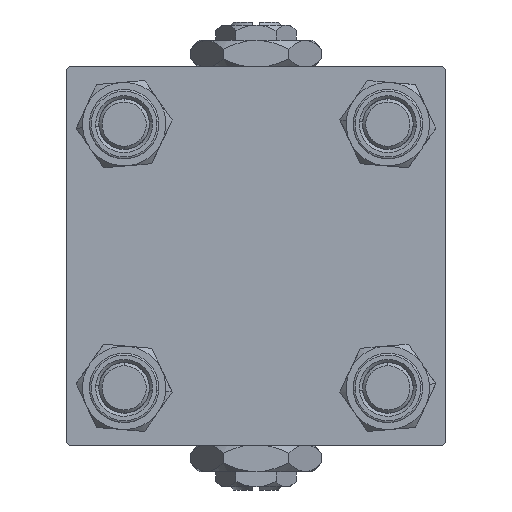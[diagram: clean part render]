
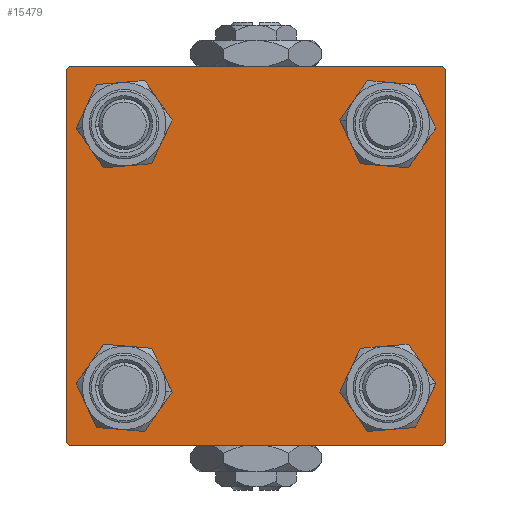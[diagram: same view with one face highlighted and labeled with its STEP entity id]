
A CAD part, left-side view. The second image highlights one B-rep face of the part: STEP entity #15479.
In plain terms, the highlighted planar face has unit normal (-1, 0, 0).
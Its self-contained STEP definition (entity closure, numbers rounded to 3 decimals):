
#23 = CARTESIAN_POINT ( 'NONE',  ( 0., -20.85, -20.85 ) ) ;
#198 = CARTESIAN_POINT ( 'NONE',  ( 0., 29.75, 29.75 ) ) ;
#235 = CARTESIAN_POINT ( 'NONE',  ( 0., 20.85, -20.85 ) ) ;
#267 = CARTESIAN_POINT ( 'NONE',  ( 0., 30., -30. ) ) ;
#1065 = CIRCLE ( 'NONE', #54736, 4.5 ) ;
#1234 = DIRECTION ( 'NONE',  ( 0., 0., -1. ) ) ;
#1761 = ORIENTED_EDGE ( 'NONE', *, *, #30638, .T. ) ;
#2442 = ORIENTED_EDGE ( 'NONE', *, *, #26630, .T. ) ;
#2642 = EDGE_CURVE ( 'NONE', #40816, #14946, #53366, .T. ) ;
#3242 = CARTESIAN_POINT ( 'NONE',  ( 0., 29.5, 30. ) ) ;
#3962 = VECTOR ( 'NONE', #16908, 1000. ) ;
#4439 = DIRECTION ( 'NONE',  ( 0., 0., 1. ) ) ;
#4862 = CARTESIAN_POINT ( 'NONE',  ( 0., -29.75, -29.75 ) ) ;
#5069 = LINE ( 'NONE', #267, #59193 ) ;
#5158 = LINE ( 'NONE', #4862, #16116 ) ;
#5645 = EDGE_CURVE ( 'NONE', #49060, #32864, #5069, .T. ) ;
#5710 = VERTEX_POINT ( 'NONE', #49792 ) ;
#5758 = DIRECTION ( 'NONE',  ( 1., 0., 0. ) ) ;
#6644 = EDGE_CURVE ( 'NONE', #35509, #20883, #49397, .T. ) ;
#6855 = EDGE_LOOP ( 'NONE', ( #2442, #15924 ) ) ;
#6992 = VERTEX_POINT ( 'NONE', #51689 ) ;
#7029 = LINE ( 'NONE', #11218, #53869 ) ;
#7520 = ORIENTED_EDGE ( 'NONE', *, *, #36315, .F. ) ;
#7704 = CARTESIAN_POINT ( 'NONE',  ( 0., 30., -29.5 ) ) ;
#8053 = EDGE_CURVE ( 'NONE', #32332, #16209, #59137, .T. ) ;
#8360 = CIRCLE ( 'NONE', #45777, 4.5 ) ;
#8794 = CIRCLE ( 'NONE', #50023, 4.5 ) ;
#9024 = DIRECTION ( 'NONE',  ( 1., 0., 0. ) ) ;
#9267 = AXIS2_PLACEMENT_3D ( 'NONE', #50784, #36963, #19814 ) ;
#9490 = LINE ( 'NONE', #198, #45817 ) ;
#9876 = FACE_BOUND ( 'NONE', #6855, .T. ) ;
#10101 = DIRECTION ( 'NONE',  ( 0., 0., 1. ) ) ;
#10114 = DIRECTION ( 'NONE',  ( 1., 0., 0. ) ) ;
#10157 = FACE_OUTER_BOUND ( 'NONE', #41265, .T. ) ;
#11218 = CARTESIAN_POINT ( 'NONE',  ( 0., 29.75, -29.75 ) ) ;
#12453 = EDGE_CURVE ( 'NONE', #32864, #6992, #5158, .T. ) ;
#13468 = ORIENTED_EDGE ( 'NONE', *, *, #47766, .T. ) ;
#14071 = FACE_BOUND ( 'NONE', #54416, .T. ) ;
#14172 = ORIENTED_EDGE ( 'NONE', *, *, #2642, .T. ) ;
#14522 = CARTESIAN_POINT ( 'NONE',  ( 0., 20.85, -25.35 ) ) ;
#14665 = DIRECTION ( 'NONE',  ( 0., 0., 1. ) ) ;
#14747 = AXIS2_PLACEMENT_3D ( 'NONE', #19030, #32852, #28631 ) ;
#14813 = CARTESIAN_POINT ( 'NONE',  ( 0., 30., 29.5 ) ) ;
#14946 = VERTEX_POINT ( 'NONE', #51206 ) ;
#15479 = ADVANCED_FACE ( 'NONE', ( #23076, #14071, #27890, #9876, #10157 ), #50403, .T. ) ;
#15924 = ORIENTED_EDGE ( 'NONE', *, *, #50898, .T. ) ;
#16116 = VECTOR ( 'NONE', #55874, 1000. ) ;
#16209 = VERTEX_POINT ( 'NONE', #18121 ) ;
#16895 = CARTESIAN_POINT ( 'NONE',  ( 0., 30., 30. ) ) ;
#16908 = DIRECTION ( 'NONE',  ( 0., 0., -1. ) ) ;
#18005 = DIRECTION ( 'NONE',  ( 0., 0., 1. ) ) ;
#18121 = CARTESIAN_POINT ( 'NONE',  ( 0., -20.85, 16.35 ) ) ;
#18278 = ORIENTED_EDGE ( 'NONE', *, *, #19879, .T. ) ;
#18544 = DIRECTION ( 'NONE',  ( 0., -1., 0. ) ) ;
#19030 = CARTESIAN_POINT ( 'NONE',  ( 0., -20.85, 20.85 ) ) ;
#19814 = DIRECTION ( 'NONE',  ( 0., 0., 1. ) ) ;
#19879 = EDGE_CURVE ( 'NONE', #21218, #28904, #1065, .T. ) ;
#19999 = DIRECTION ( 'NONE',  ( 1., 0., 0. ) ) ;
#20008 = CARTESIAN_POINT ( 'NONE',  ( 0., -20.85, 25.35 ) ) ;
#20513 = LINE ( 'NONE', #16895, #50151 ) ;
#20883 = VERTEX_POINT ( 'NONE', #33067 ) ;
#21218 = VERTEX_POINT ( 'NONE', #39546 ) ;
#23076 = FACE_BOUND ( 'NONE', #48899, .T. ) ;
#24718 = EDGE_CURVE ( 'NONE', #51805, #25496, #45147, .T. ) ;
#25496 = VERTEX_POINT ( 'NONE', #7704 ) ;
#26195 = EDGE_CURVE ( 'NONE', #25496, #49060, #7029, .T. ) ;
#26590 = CARTESIAN_POINT ( 'NONE',  ( 0., -29.75, 29.75 ) ) ;
#26630 = EDGE_CURVE ( 'NONE', #57703, #5710, #8794, .T. ) ;
#26887 = DIRECTION ( 'NONE',  ( 0., 0.707, 0.707 ) ) ;
#27368 = CARTESIAN_POINT ( 'NONE',  ( 0., -20.85, -25.35 ) ) ;
#27804 = CARTESIAN_POINT ( 'NONE',  ( 0., -30., 29.5 ) ) ;
#27890 = FACE_BOUND ( 'NONE', #55217, .T. ) ;
#28167 = CIRCLE ( 'NONE', #43482, 4.5 ) ;
#28184 = CARTESIAN_POINT ( 'NONE',  ( 0., 0., 0. ) ) ;
#28631 = DIRECTION ( 'NONE',  ( 0., 0., 1. ) ) ;
#28824 = CARTESIAN_POINT ( 'NONE',  ( 0., -29.5, -30. ) ) ;
#28904 = VERTEX_POINT ( 'NONE', #14522 ) ;
#29541 = DIRECTION ( 'NONE',  ( 0., -0.707, -0.707 ) ) ;
#29688 = ORIENTED_EDGE ( 'NONE', *, *, #24718, .T. ) ;
#30549 = VERTEX_POINT ( 'NONE', #3242 ) ;
#30638 = EDGE_CURVE ( 'NONE', #28904, #21218, #28167, .T. ) ;
#30914 = EDGE_CURVE ( 'NONE', #16209, #32332, #52098, .T. ) ;
#31509 = ORIENTED_EDGE ( 'NONE', *, *, #12453, .T. ) ;
#31806 = DIRECTION ( 'NONE',  ( -1., 0., 0. ) ) ;
#32147 = CARTESIAN_POINT ( 'NONE',  ( 0., -20.85, 20.85 ) ) ;
#32226 = ORIENTED_EDGE ( 'NONE', *, *, #6644, .T. ) ;
#32332 = VERTEX_POINT ( 'NONE', #20008 ) ;
#32421 = ORIENTED_EDGE ( 'NONE', *, *, #30914, .T. ) ;
#32852 = DIRECTION ( 'NONE',  ( 1., 0., 0. ) ) ;
#32864 = VERTEX_POINT ( 'NONE', #28824 ) ;
#33067 = CARTESIAN_POINT ( 'NONE',  ( 0., -29.5, 30. ) ) ;
#34923 = DIRECTION ( 'NONE',  ( 0., -1., 0. ) ) ;
#34958 = EDGE_CURVE ( 'NONE', #35509, #6992, #45966, .T. ) ;
#35121 = CIRCLE ( 'NONE', #9267, 4.5 ) ;
#35509 = VERTEX_POINT ( 'NONE', #27804 ) ;
#36315 = EDGE_CURVE ( 'NONE', #30549, #20883, #20513, .T. ) ;
#36963 = DIRECTION ( 'NONE',  ( 1., 0., 0. ) ) ;
#37706 = DIRECTION ( 'NONE',  ( 1., 0., 0. ) ) ;
#37824 = CARTESIAN_POINT ( 'NONE',  ( 0., -30., 30. ) ) ;
#38160 = ORIENTED_EDGE ( 'NONE', *, *, #34958, .F. ) ;
#38953 = VECTOR ( 'NONE', #26887, 1000. ) ;
#39546 = CARTESIAN_POINT ( 'NONE',  ( 0., 20.85, -16.35 ) ) ;
#40220 = ORIENTED_EDGE ( 'NONE', *, *, #26195, .T. ) ;
#40816 = VERTEX_POINT ( 'NONE', #27368 ) ;
#41265 = EDGE_LOOP ( 'NONE', ( #29688, #40220, #55316, #31509, #38160, #32226, #7520, #41731 ) ) ;
#41731 = ORIENTED_EDGE ( 'NONE', *, *, #52663, .T. ) ;
#42650 = DIRECTION ( 'NONE',  ( 0., 0., 1. ) ) ;
#42813 = AXIS2_PLACEMENT_3D ( 'NONE', #23, #9024, #18005 ) ;
#43482 = AXIS2_PLACEMENT_3D ( 'NONE', #235, #37706, #10101 ) ;
#43795 = AXIS2_PLACEMENT_3D ( 'NONE', #32147, #51054, #50455 ) ;
#45147 = LINE ( 'NONE', #58047, #3962 ) ;
#45777 = AXIS2_PLACEMENT_3D ( 'NONE', #45859, #10114, #4439 ) ;
#45817 = VECTOR ( 'NONE', #49727, 1000. ) ;
#45859 = CARTESIAN_POINT ( 'NONE',  ( 0., -20.85, -20.85 ) ) ;
#45966 = LINE ( 'NONE', #37824, #56190 ) ;
#47766 = EDGE_CURVE ( 'NONE', #14946, #40816, #8360, .T. ) ;
#48899 = EDGE_LOOP ( 'NONE', ( #57120, #32421 ) ) ;
#49035 = CARTESIAN_POINT ( 'NONE',  ( 0., 29.5, -30. ) ) ;
#49060 = VERTEX_POINT ( 'NONE', #49035 ) ;
#49397 = LINE ( 'NONE', #26590, #38953 ) ;
#49727 = DIRECTION ( 'NONE',  ( 0., 0.707, -0.707 ) ) ;
#49776 = AXIS2_PLACEMENT_3D ( 'NONE', #28184, #31806, #14665 ) ;
#49792 = CARTESIAN_POINT ( 'NONE',  ( 0., 20.85, 16.35 ) ) ;
#50023 = AXIS2_PLACEMENT_3D ( 'NONE', #50682, #19999, #55770 ) ;
#50151 = VECTOR ( 'NONE', #34923, 1000. ) ;
#50403 = PLANE ( 'NONE',  #49776 ) ;
#50455 = DIRECTION ( 'NONE',  ( 0., 0., 1. ) ) ;
#50682 = CARTESIAN_POINT ( 'NONE',  ( 0., 20.85, 20.85 ) ) ;
#50784 = CARTESIAN_POINT ( 'NONE',  ( 0., 20.85, 20.85 ) ) ;
#50898 = EDGE_CURVE ( 'NONE', #5710, #57703, #35121, .T. ) ;
#51054 = DIRECTION ( 'NONE',  ( 1., 0., 0. ) ) ;
#51206 = CARTESIAN_POINT ( 'NONE',  ( 0., -20.85, -16.35 ) ) ;
#51689 = CARTESIAN_POINT ( 'NONE',  ( 0., -30., -29.5 ) ) ;
#51805 = VERTEX_POINT ( 'NONE', #14813 ) ;
#52098 = CIRCLE ( 'NONE', #14747, 4.5 ) ;
#52663 = EDGE_CURVE ( 'NONE', #30549, #51805, #9490, .T. ) ;
#53366 = CIRCLE ( 'NONE', #42813, 4.5 ) ;
#53376 = CARTESIAN_POINT ( 'NONE',  ( 0., 20.85, 25.35 ) ) ;
#53869 = VECTOR ( 'NONE', #29541, 1000. ) ;
#54416 = EDGE_LOOP ( 'NONE', ( #13468, #14172 ) ) ;
#54736 = AXIS2_PLACEMENT_3D ( 'NONE', #55588, #5758, #42650 ) ;
#55217 = EDGE_LOOP ( 'NONE', ( #18278, #1761 ) ) ;
#55316 = ORIENTED_EDGE ( 'NONE', *, *, #5645, .T. ) ;
#55588 = CARTESIAN_POINT ( 'NONE',  ( 0., 20.85, -20.85 ) ) ;
#55770 = DIRECTION ( 'NONE',  ( 0., 0., 1. ) ) ;
#55874 = DIRECTION ( 'NONE',  ( 0., -0.707, 0.707 ) ) ;
#56190 = VECTOR ( 'NONE', #1234, 1000. ) ;
#57120 = ORIENTED_EDGE ( 'NONE', *, *, #8053, .T. ) ;
#57703 = VERTEX_POINT ( 'NONE', #53376 ) ;
#58047 = CARTESIAN_POINT ( 'NONE',  ( 0., 30., 30. ) ) ;
#59137 = CIRCLE ( 'NONE', #43795, 4.5 ) ;
#59193 = VECTOR ( 'NONE', #18544, 1000. ) ;
